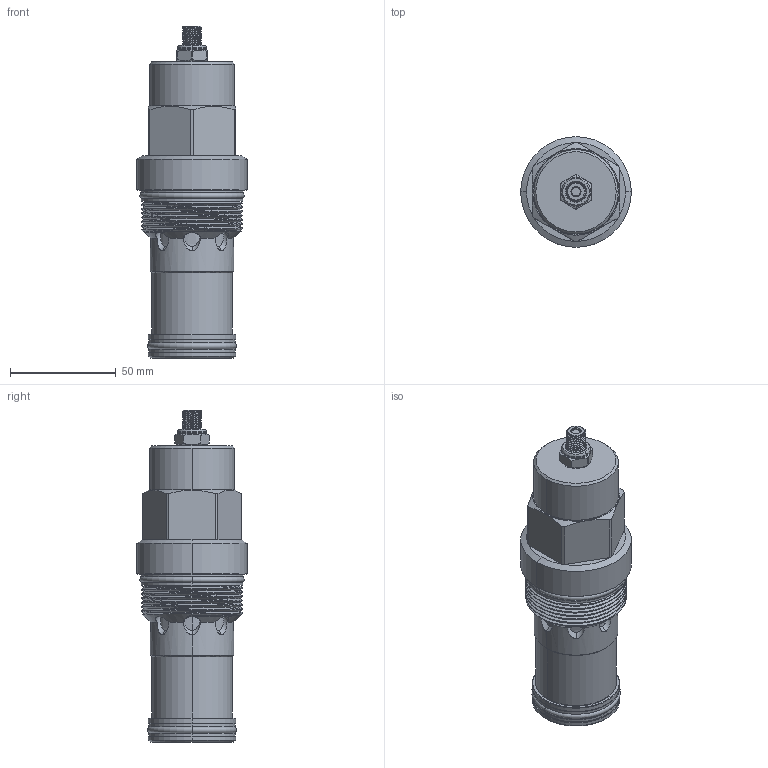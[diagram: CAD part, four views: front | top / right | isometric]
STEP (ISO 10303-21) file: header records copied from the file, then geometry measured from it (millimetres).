
FILE_DESCRIPTION (( 'STEP AP203' ), '1' );
FILE_NAME ('NV18A20--LS.STEP', '2025-04-08T07:57:25', ( '' ), ( '' ), 'SwSTEP 2.0', 'SolidWorks 2018', '' );
FILE_SCHEMA (( 'CONFIG_CONTROL_DESIGN' ));
Length unit declared in the file: millimetre
Products named in the file (1): NV18A20--LS
Bounding box: 52.37 x 52.37 x 157.16 mm (x, y, z)
Volume: 201053.8 mm3; surface area: 27648.2 mm2
Topology: 1 solids, 1 shells, 249 faces, 617 edges, 387 vertices
Faces by surface type: cylinder 128, plane 50, cone 38, torus 24, bspline 9
Entity records: 15088 total; most frequent: CARTESIAN_POINT 9450, ORIENTED_EDGE 1234, DIRECTION 1109, EDGE_CURVE 617, AXIS2_PLACEMENT_3D 464, VERTEX_POINT 387, EDGE_LOOP 266, FACE_OUTER_BOUND 249
